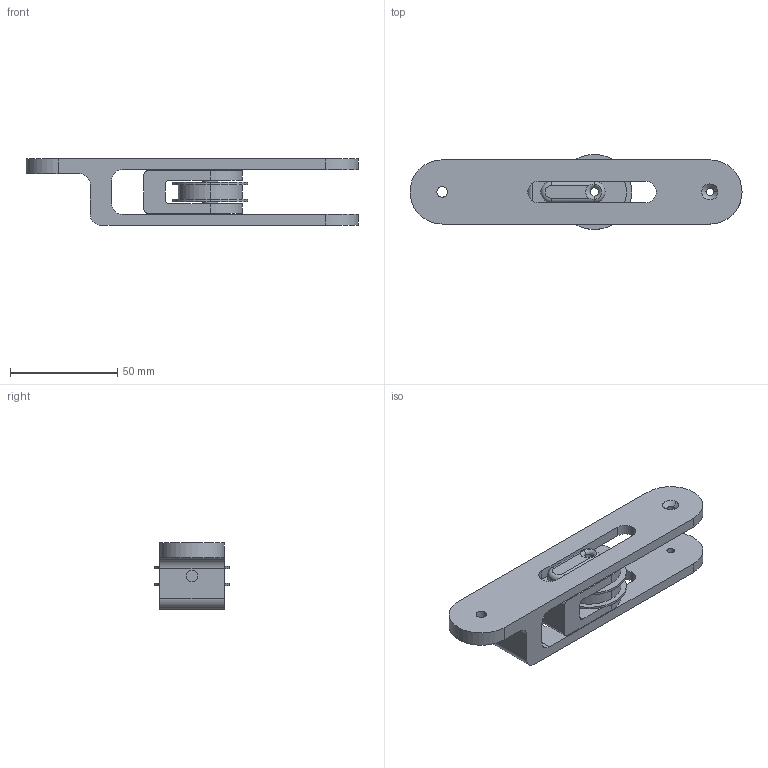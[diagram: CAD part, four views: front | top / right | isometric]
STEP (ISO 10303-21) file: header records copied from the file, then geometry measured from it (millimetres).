
FILE_DESCRIPTION (( 'STEP AP203' ), '1' );
FILE_NAME ('Tensioner.STEP', '2024-06-30T06:42:00', ( '' ), ( '' ), 'SwSTEP 2.0', 'SolidWorks 2024', '' );
FILE_SCHEMA (( 'CONFIG_CONTROL_DESIGN' ));
Length unit declared in the file: millimetre
Products named in the file (4): wheel; Деталь1_По умолчанию; natijitel korpus1_По умолчанию; Tensioner
Assembly tree (3 placements, depth 2):
  Tensioner
    natijitel korpus1_По умолчанию
    Деталь1_По умолчанию
    wheel
Bounding box: 155 x 35 x 31 mm (x, y, z)
Volume: 65719.6 mm3; surface area: 30551.5 mm2
Topology: 3 solids, 3 shells, 106 faces, 262 edges, 168 vertices
Faces by surface type: cylinder 53, plane 41, torus 8, cone 4
Entity records: 3640 total; most frequent: DIRECTION 602, CARTESIAN_POINT 574, ORIENTED_EDGE 524, EDGE_CURVE 262, AXIS2_PLACEMENT_3D 232, VERTEX_POINT 168, VECTOR 138, LINE 138
